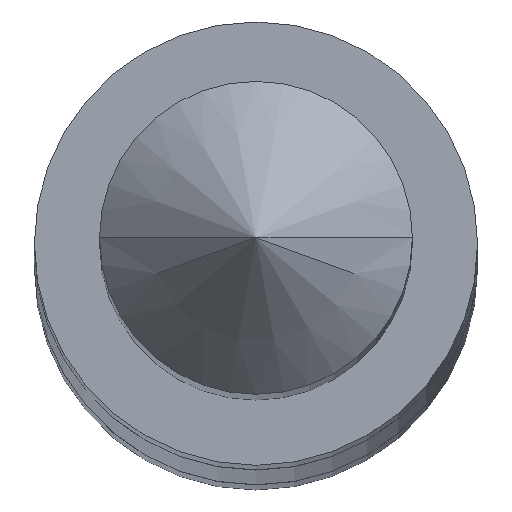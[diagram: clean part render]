
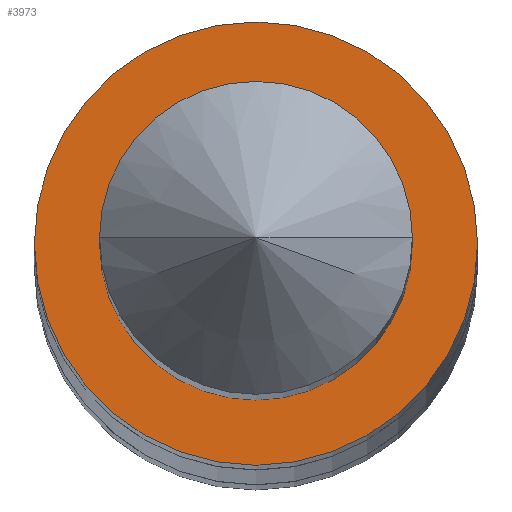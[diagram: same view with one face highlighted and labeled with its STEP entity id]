
A CAD part, top view. The second image highlights one B-rep face of the part: STEP entity #3973.
In plain terms, the highlighted planar face has unit normal (0, 0, 1).
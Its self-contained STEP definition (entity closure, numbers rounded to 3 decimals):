
#1043 = CARTESIAN_POINT ( 'NONE',  ( 0., 0., 0. ) ) ;
#1044 = DIRECTION ( 'NONE',  ( 0., 0., 1. ) ) ;
#1045 = DIRECTION ( 'NONE',  ( 1., 0., 0. ) ) ;
#1082 = CARTESIAN_POINT ( 'NONE',  ( 0., 0., 0. ) ) ;
#1083 = DIRECTION ( 'NONE',  ( 0., 0., 1. ) ) ;
#1084 = DIRECTION ( 'NONE',  ( 1., 0., 0. ) ) ;
#1089 = CARTESIAN_POINT ( 'NONE',  ( 0., 0., 0. ) ) ;
#1090 = DIRECTION ( 'NONE',  ( 0., 0., 1. ) ) ;
#1091 = DIRECTION ( 'NONE',  ( 1., 0., 0. ) ) ;
#1096 = CARTESIAN_POINT ( 'NONE',  ( 0., 0., 0. ) ) ;
#1097 = DIRECTION ( 'NONE',  ( 0., 0., 1. ) ) ;
#1098 = DIRECTION ( 'NONE',  ( 1., 0., 0. ) ) ;
#2072 = AXIS2_PLACEMENT_3D ( 'NONE', #5378, #5383, #5384 ) ;
#2133 = AXIS2_PLACEMENT_3D ( 'NONE', #1043, #1044, #1045 ) ;
#2139 = AXIS2_PLACEMENT_3D ( 'NONE', #1082, #1083, #1084 ) ;
#2142 = AXIS2_PLACEMENT_3D ( 'NONE', #1089, #1090, #1091 ) ;
#2143 = AXIS2_PLACEMENT_3D ( 'NONE', #1096, #1097, #1098 ) ;
#2987 = VERTEX_POINT ( 'NONE', #5288 ) ;
#2990 = VERTEX_POINT ( 'NONE', #5291 ) ;
#2991 = VERTEX_POINT ( 'NONE', #5292 ) ;
#2992 = VERTEX_POINT ( 'NONE', #5293 ) ;
#3719 = ORIENTED_EDGE ( 'NONE', *, *, #4252, .F. ) ;
#3720 = ORIENTED_EDGE ( 'NONE', *, *, #4249, .F. ) ;
#3721 = ORIENTED_EDGE ( 'NONE', *, *, #4233, .T. ) ;
#3722 = ORIENTED_EDGE ( 'NONE', *, *, #4247, .T. ) ;
#3973 = ADVANCED_FACE ( 'NONE', ( #5665, #5671 ), #5381, .F. ) ;
#4233 = EDGE_CURVE ( 'NONE', #2991, #2990, #4475, .T. ) ;
#4247 = EDGE_CURVE ( 'NONE', #2990, #2991, #4498, .T. ) ;
#4249 = EDGE_CURVE ( 'NONE', #2992, #2987, #4494, .T. ) ;
#4252 = EDGE_CURVE ( 'NONE', #2987, #2992, #4501, .T. ) ;
#4475 = CIRCLE ( 'NONE', #2133, 0.255 ) ;
#4494 = CIRCLE ( 'NONE', #2142, 0.18 ) ;
#4498 = CIRCLE ( 'NONE', #2139, 0.255 ) ;
#4501 = CIRCLE ( 'NONE', #2143, 0.18 ) ;
#5288 = CARTESIAN_POINT ( 'NONE',  ( 0.18, 0., 0. ) ) ;
#5291 = CARTESIAN_POINT ( 'NONE',  ( -0.255, 0., 0. ) ) ;
#5292 = CARTESIAN_POINT ( 'NONE',  ( 0.255, 0., 0. ) ) ;
#5293 = CARTESIAN_POINT ( 'NONE',  ( -0.18, 0., 0. ) ) ;
#5378 = CARTESIAN_POINT ( 'NONE',  ( 0., 0.18, 0. ) ) ;
#5381 = PLANE ( 'NONE',  #2072 ) ;
#5383 = DIRECTION ( 'NONE',  ( 0., 0., -1. ) ) ;
#5384 = DIRECTION ( 'NONE',  ( -1., 0., 0. ) ) ;
#5465 = EDGE_LOOP ( 'NONE', ( #3721, #3722 ) ) ;
#5467 = EDGE_LOOP ( 'NONE', ( #3719, #3720 ) ) ;
#5665 = FACE_BOUND ( 'NONE', #5467, .T. ) ;
#5671 = FACE_OUTER_BOUND ( 'NONE', #5465, .T. ) ;
